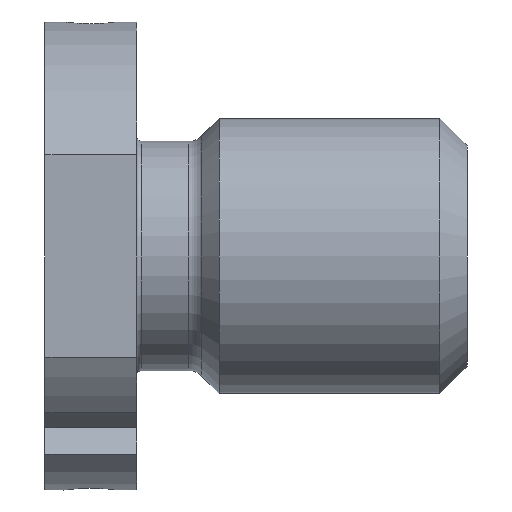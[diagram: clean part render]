
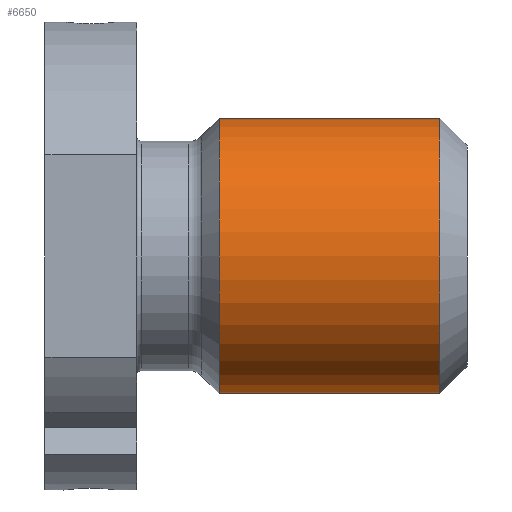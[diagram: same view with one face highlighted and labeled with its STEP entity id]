
A CAD part, front view. The second image highlights one B-rep face of the part: STEP entity #6650.
In plain terms, the highlighted cylindrical face has radius 15 mm (diameter 30 mm), a partial arc.
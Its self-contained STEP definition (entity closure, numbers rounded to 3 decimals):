
#1=CARTESIAN_POINT('',(43.,0.,0.));
#2=DIRECTION('',(-1.,0.,0.));
#3=DIRECTION('',(0.,0.,-1.));
#4=AXIS2_PLACEMENT_3D('',#1,#2,#3);
#19=DIRECTION('',(-1.,0.,0.));
#20=VECTOR('',#19,24.);
#21=CARTESIAN_POINT('',(43.,0.,-15.));
#22=LINE('',#21,#20);
#23=DIRECTION('',(-1.,0.,0.));
#24=VECTOR('',#23,24.);
#25=CARTESIAN_POINT('',(43.,0.,15.));
#26=LINE('',#25,#24);
#4974=CARTESIAN_POINT('',(19.,0.,0.));
#4975=DIRECTION('',(-1.,0.,0.));
#4976=DIRECTION('',(0.,0.,-1.));
#4977=AXIS2_PLACEMENT_3D('',#4974,#4975,#4976);
#4983=CARTESIAN_POINT('',(19.,0.,-15.));
#4984=CARTESIAN_POINT('',(19.,0.,15.));
#4985=VERTEX_POINT('',#4983);
#4986=VERTEX_POINT('',#4984);
#4987=CARTESIAN_POINT('',(43.,0.,-15.));
#4988=CARTESIAN_POINT('',(43.,0.,15.));
#4989=VERTEX_POINT('',#4987);
#4990=VERTEX_POINT('',#4988);
#6636=CARTESIAN_POINT('',(-2.3,0.,0.));
#6637=DIRECTION('',(1.,0.,0.));
#6638=DIRECTION('',(0.,0.,1.));
#6639=AXIS2_PLACEMENT_3D('',#6636,#6637,#6638);
#6640=CYLINDRICAL_SURFACE('',#6639,15.);
#6642=ORIENTED_EDGE('',*,*,#6641,.T.);
#6644=ORIENTED_EDGE('',*,*,#6643,.T.);
#6646=ORIENTED_EDGE('',*,*,#6645,.F.);
#6647=ORIENTED_EDGE('',*,*,#6626,.F.);
#6648=EDGE_LOOP('',(#6642,#6644,#6646,#6647));
#6649=FACE_OUTER_BOUND('',#6648,.F.);
#6650=ADVANCED_FACE('',(#6649),#6640,.T.);
#5=CIRCLE('',#4,15.);
#4978=CIRCLE('',#4977,15.);
#6626=EDGE_CURVE('',#4989,#4990,#5,.T.);
#6641=EDGE_CURVE('',#4989,#4985,#22,.T.);
#6643=EDGE_CURVE('',#4985,#4986,#4978,.T.);
#6645=EDGE_CURVE('',#4990,#4986,#26,.T.);
